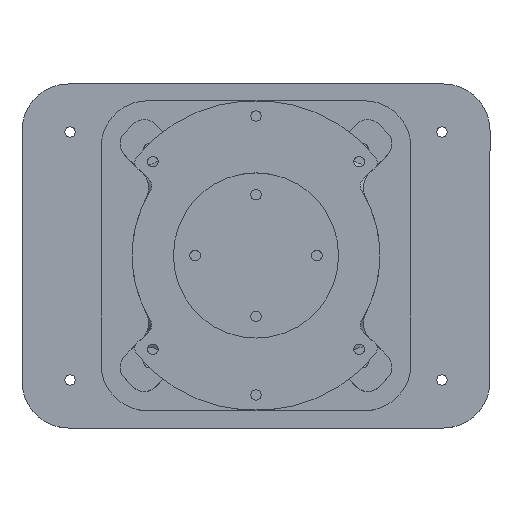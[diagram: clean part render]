
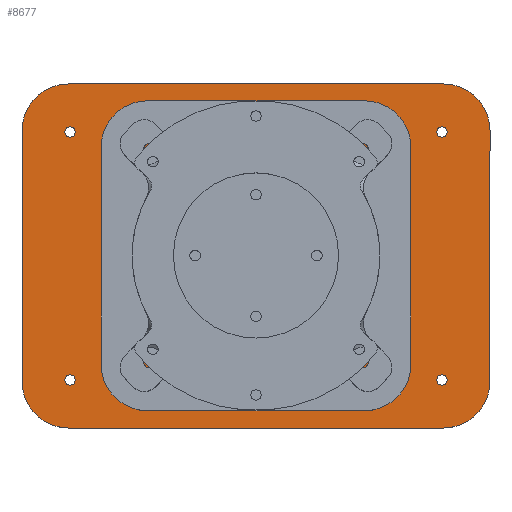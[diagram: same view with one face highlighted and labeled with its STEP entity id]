
A CAD part, top view. The second image highlights one B-rep face of the part: STEP entity #8677.
In plain terms, the highlighted planar face has unit normal (0, 0, 1).
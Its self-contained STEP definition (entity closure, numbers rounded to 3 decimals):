
#975=LINE('',#15332,#1583);
#978=LINE('',#15338,#1586);
#979=LINE('',#15342,#1587);
#980=LINE('',#15346,#1588);
#1583=VECTOR('',#12582,10.);
#1586=VECTOR('',#12587,10.);
#1587=VECTOR('',#12590,10.);
#1588=VECTOR('',#12593,10.);
#2036=FACE_BOUND('',#3236,.T.);
#2037=FACE_BOUND('',#3237,.T.);
#2038=FACE_BOUND('',#3238,.T.);
#2039=FACE_BOUND('',#3239,.T.);
#2040=FACE_BOUND('',#3240,.T.);
#2041=FACE_BOUND('',#3241,.T.);
#2042=FACE_BOUND('',#3242,.T.);
#2043=FACE_BOUND('',#3243,.T.);
#2044=FACE_BOUND('',#3244,.T.);
#2045=FACE_BOUND('',#3245,.T.);
#2046=FACE_BOUND('',#3246,.T.);
#2047=FACE_BOUND('',#3247,.T.);
#2539=FACE_OUTER_BOUND('',#3235,.T.);
#3235=EDGE_LOOP('',(#7875,#7876,#7877,#7878,#7879,#7880,#7881,#7882));
#3236=EDGE_LOOP('',(#7883));
#3237=EDGE_LOOP('',(#7884));
#3238=EDGE_LOOP('',(#7885));
#3239=EDGE_LOOP('',(#7886));
#3240=EDGE_LOOP('',(#7887));
#3241=EDGE_LOOP('',(#7888));
#3242=EDGE_LOOP('',(#7889));
#3243=EDGE_LOOP('',(#7890));
#3244=EDGE_LOOP('',(#7891));
#3245=EDGE_LOOP('',(#7892));
#3246=EDGE_LOOP('',(#7893));
#3247=EDGE_LOOP('',(#7894));
#3726=CIRCLE('',#9955,15.);
#3727=CIRCLE('',#9958,15.);
#3728=CIRCLE('',#9959,15.);
#3729=CIRCLE('',#9960,15.);
#3730=CIRCLE('',#9961,1.7);
#3731=CIRCLE('',#9962,1.7);
#3732=CIRCLE('',#9963,1.7);
#3733=CIRCLE('',#9964,1.7);
#3734=CIRCLE('',#9965,1.7);
#3735=CIRCLE('',#9966,1.7);
#3736=CIRCLE('',#9967,1.7);
#3737=CIRCLE('',#9968,1.7);
#3738=CIRCLE('',#9969,1.7);
#3739=CIRCLE('',#9970,1.7);
#3740=CIRCLE('',#9971,1.7);
#3741=CIRCLE('',#9972,1.7);
#4523=VERTEX_POINT('',#15325);
#4524=VERTEX_POINT('',#15327);
#4525=VERTEX_POINT('',#15331);
#4527=VERTEX_POINT('',#15337);
#4528=VERTEX_POINT('',#15339);
#4529=VERTEX_POINT('',#15341);
#4530=VERTEX_POINT('',#15343);
#4531=VERTEX_POINT('',#15345);
#4532=VERTEX_POINT('',#15348);
#4533=VERTEX_POINT('',#15350);
#4534=VERTEX_POINT('',#15352);
#4535=VERTEX_POINT('',#15354);
#4536=VERTEX_POINT('',#15356);
#4537=VERTEX_POINT('',#15358);
#4538=VERTEX_POINT('',#15360);
#4539=VERTEX_POINT('',#15362);
#4540=VERTEX_POINT('',#15364);
#4541=VERTEX_POINT('',#15366);
#4542=VERTEX_POINT('',#15368);
#4543=VERTEX_POINT('',#15370);
#5645=EDGE_CURVE('',#4523,#4524,#3726,.T.);
#5647=EDGE_CURVE('',#4525,#4524,#975,.T.);
#5650=EDGE_CURVE('',#4523,#4527,#978,.T.);
#5651=EDGE_CURVE('',#4528,#4527,#3727,.T.);
#5652=EDGE_CURVE('',#4528,#4529,#979,.T.);
#5653=EDGE_CURVE('',#4530,#4529,#3728,.T.);
#5654=EDGE_CURVE('',#4530,#4531,#980,.T.);
#5655=EDGE_CURVE('',#4525,#4531,#3729,.T.);
#5656=EDGE_CURVE('',#4532,#4532,#3730,.T.);
#5657=EDGE_CURVE('',#4533,#4533,#3731,.T.);
#5658=EDGE_CURVE('',#4534,#4534,#3732,.T.);
#5659=EDGE_CURVE('',#4535,#4535,#3733,.T.);
#5660=EDGE_CURVE('',#4536,#4536,#3734,.T.);
#5661=EDGE_CURVE('',#4537,#4537,#3735,.T.);
#5662=EDGE_CURVE('',#4538,#4538,#3736,.T.);
#5663=EDGE_CURVE('',#4539,#4539,#3737,.T.);
#5664=EDGE_CURVE('',#4540,#4540,#3738,.T.);
#5665=EDGE_CURVE('',#4541,#4541,#3739,.T.);
#5666=EDGE_CURVE('',#4542,#4542,#3740,.T.);
#5667=EDGE_CURVE('',#4543,#4543,#3741,.T.);
#7875=ORIENTED_EDGE('',*,*,#5645,.F.);
#7876=ORIENTED_EDGE('',*,*,#5650,.T.);
#7877=ORIENTED_EDGE('',*,*,#5651,.F.);
#7878=ORIENTED_EDGE('',*,*,#5652,.T.);
#7879=ORIENTED_EDGE('',*,*,#5653,.F.);
#7880=ORIENTED_EDGE('',*,*,#5654,.T.);
#7881=ORIENTED_EDGE('',*,*,#5655,.F.);
#7882=ORIENTED_EDGE('',*,*,#5647,.T.);
#7883=ORIENTED_EDGE('',*,*,#5656,.F.);
#7884=ORIENTED_EDGE('',*,*,#5657,.F.);
#7885=ORIENTED_EDGE('',*,*,#5658,.F.);
#7886=ORIENTED_EDGE('',*,*,#5659,.F.);
#7887=ORIENTED_EDGE('',*,*,#5660,.F.);
#7888=ORIENTED_EDGE('',*,*,#5661,.F.);
#7889=ORIENTED_EDGE('',*,*,#5662,.F.);
#7890=ORIENTED_EDGE('',*,*,#5663,.F.);
#7891=ORIENTED_EDGE('',*,*,#5664,.F.);
#7892=ORIENTED_EDGE('',*,*,#5665,.F.);
#7893=ORIENTED_EDGE('',*,*,#5666,.F.);
#7894=ORIENTED_EDGE('',*,*,#5667,.F.);
#8193=PLANE('',#9957);
#8677=ADVANCED_FACE('',(#2539,#2036,#2037,#2038,#2039,#2040,#2041,#2042,
#2043,#2044,#2045,#2046,#2047),#8193,.F.);
#9955=AXIS2_PLACEMENT_3D('',#15328,#12577,#12578);
#9957=AXIS2_PLACEMENT_3D('',#15336,#12585,#12586);
#9958=AXIS2_PLACEMENT_3D('',#15340,#12588,#12589);
#9959=AXIS2_PLACEMENT_3D('',#15344,#12591,#12592);
#9960=AXIS2_PLACEMENT_3D('',#15347,#12594,#12595);
#9961=AXIS2_PLACEMENT_3D('',#15349,#12596,#12597);
#9962=AXIS2_PLACEMENT_3D('',#15351,#12598,#12599);
#9963=AXIS2_PLACEMENT_3D('',#15353,#12600,#12601);
#9964=AXIS2_PLACEMENT_3D('',#15355,#12602,#12603);
#9965=AXIS2_PLACEMENT_3D('',#15357,#12604,#12605);
#9966=AXIS2_PLACEMENT_3D('',#15359,#12606,#12607);
#9967=AXIS2_PLACEMENT_3D('',#15361,#12608,#12609);
#9968=AXIS2_PLACEMENT_3D('',#15363,#12610,#12611);
#9969=AXIS2_PLACEMENT_3D('',#15365,#12612,#12613);
#9970=AXIS2_PLACEMENT_3D('',#15367,#12614,#12615);
#9971=AXIS2_PLACEMENT_3D('',#15369,#12616,#12617);
#9972=AXIS2_PLACEMENT_3D('',#15371,#12618,#12619);
#12577=DIRECTION('center_axis',(0.,0.,-1.));
#12578=DIRECTION('ref_axis',(-0.707,-0.707,0.));
#12582=DIRECTION('',(0.,-1.,0.));
#12585=DIRECTION('center_axis',(0.,0.,-1.));
#12586=DIRECTION('ref_axis',(1.,0.,0.));
#12587=DIRECTION('',(1.,0.,0.));
#12588=DIRECTION('center_axis',(0.,0.,-1.));
#12589=DIRECTION('ref_axis',(0.707,-0.707,0.));
#12590=DIRECTION('',(0.,1.,0.));
#12591=DIRECTION('center_axis',(0.,0.,-1.));
#12592=DIRECTION('ref_axis',(0.707,0.707,0.));
#12593=DIRECTION('',(-1.,0.,0.));
#12594=DIRECTION('center_axis',(0.,0.,-1.));
#12595=DIRECTION('ref_axis',(-0.707,0.707,0.));
#12596=DIRECTION('center_axis',(0.,0.,1.));
#12597=DIRECTION('ref_axis',(1.,0.,0.));
#12598=DIRECTION('center_axis',(0.,0.,1.));
#12599=DIRECTION('ref_axis',(1.,0.,0.));
#12600=DIRECTION('center_axis',(0.,0.,1.));
#12601=DIRECTION('ref_axis',(1.,0.,0.));
#12602=DIRECTION('center_axis',(0.,0.,1.));
#12603=DIRECTION('ref_axis',(1.,0.,0.));
#12604=DIRECTION('center_axis',(0.,0.,1.));
#12605=DIRECTION('ref_axis',(1.,0.,0.));
#12606=DIRECTION('center_axis',(0.,0.,1.));
#12607=DIRECTION('ref_axis',(1.,0.,0.));
#12608=DIRECTION('center_axis',(0.,0.,1.));
#12609=DIRECTION('ref_axis',(1.,0.,0.));
#12610=DIRECTION('center_axis',(0.,0.,1.));
#12611=DIRECTION('ref_axis',(1.,0.,0.));
#12612=DIRECTION('center_axis',(0.,0.,1.));
#12613=DIRECTION('ref_axis',(1.,0.,0.));
#12614=DIRECTION('center_axis',(0.,0.,1.));
#12615=DIRECTION('ref_axis',(1.,0.,0.));
#12616=DIRECTION('center_axis',(0.,0.,1.));
#12617=DIRECTION('ref_axis',(1.,0.,0.));
#12618=DIRECTION('center_axis',(0.,0.,1.));
#12619=DIRECTION('ref_axis',(1.,0.,0.));
#15325=CARTESIAN_POINT('',(-60.295,-77.321,-58.326));
#15327=CARTESIAN_POINT('',(-75.295,-62.321,-58.326));
#15328=CARTESIAN_POINT('Origin',(-60.295,-62.321,-58.326));
#15331=CARTESIAN_POINT('',(-75.295,18.679,-58.326));
#15332=CARTESIAN_POINT('',(-75.295,33.679,-58.326));
#15336=CARTESIAN_POINT('Origin',(0.205,-21.821,-58.326));
#15337=CARTESIAN_POINT('',(60.705,-77.321,-58.326));
#15338=CARTESIAN_POINT('',(-75.295,-77.321,-58.326));
#15339=CARTESIAN_POINT('',(75.705,-62.321,-58.326));
#15340=CARTESIAN_POINT('Origin',(60.705,-62.321,-58.326));
#15341=CARTESIAN_POINT('',(75.705,18.679,-58.326));
#15342=CARTESIAN_POINT('',(75.705,-77.321,-58.326));
#15343=CARTESIAN_POINT('',(60.705,33.679,-58.326));
#15344=CARTESIAN_POINT('Origin',(60.705,18.679,-58.326));
#15345=CARTESIAN_POINT('',(-60.295,33.679,-58.326));
#15346=CARTESIAN_POINT('',(75.705,33.679,-58.326));
#15347=CARTESIAN_POINT('Origin',(-60.295,18.679,-58.326));
#15348=CARTESIAN_POINT('',(-61.495,-61.821,-58.326));
#15349=CARTESIAN_POINT('Origin',(-59.795,-61.821,-58.326));
#15350=CARTESIAN_POINT('',(-14.495,9.829,-58.326));
#15351=CARTESIAN_POINT('Origin',(-12.795,9.829,-58.326));
#15352=CARTESIAN_POINT('',(30.155,-8.821,-58.326));
#15353=CARTESIAN_POINT('Origin',(31.855,-8.821,-58.326));
#15354=CARTESIAN_POINT('',(58.505,-61.821,-58.326));
#15355=CARTESIAN_POINT('Origin',(60.205,-61.821,-58.326));
#15356=CARTESIAN_POINT('',(11.505,9.829,-58.326));
#15357=CARTESIAN_POINT('Origin',(13.205,9.829,-58.326));
#15358=CARTESIAN_POINT('',(-14.495,-53.471,-58.326));
#15359=CARTESIAN_POINT('Origin',(-12.795,-53.471,-58.326));
#15360=CARTESIAN_POINT('',(-33.145,-34.821,-58.326));
#15361=CARTESIAN_POINT('Origin',(-31.445,-34.821,-58.326));
#15362=CARTESIAN_POINT('',(-61.495,18.179,-58.326));
#15363=CARTESIAN_POINT('Origin',(-59.795,18.179,-58.326));
#15364=CARTESIAN_POINT('',(11.505,-53.471,-58.326));
#15365=CARTESIAN_POINT('Origin',(13.205,-53.471,-58.326));
#15366=CARTESIAN_POINT('',(-33.145,-8.821,-58.326));
#15367=CARTESIAN_POINT('Origin',(-31.445,-8.821,-58.326));
#15368=CARTESIAN_POINT('',(58.505,18.179,-58.326));
#15369=CARTESIAN_POINT('Origin',(60.205,18.179,-58.326));
#15370=CARTESIAN_POINT('',(30.155,-34.821,-58.326));
#15371=CARTESIAN_POINT('Origin',(31.855,-34.821,-58.326));
